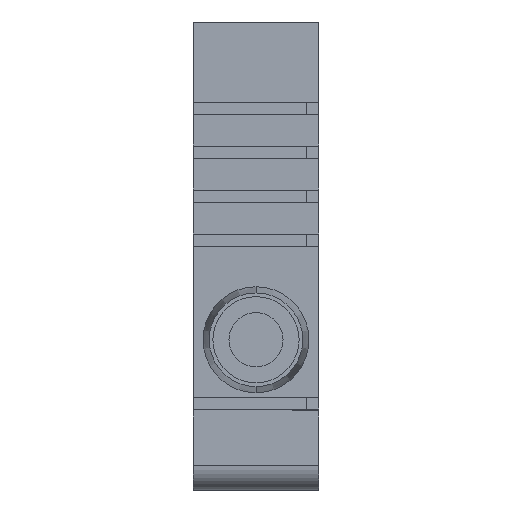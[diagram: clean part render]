
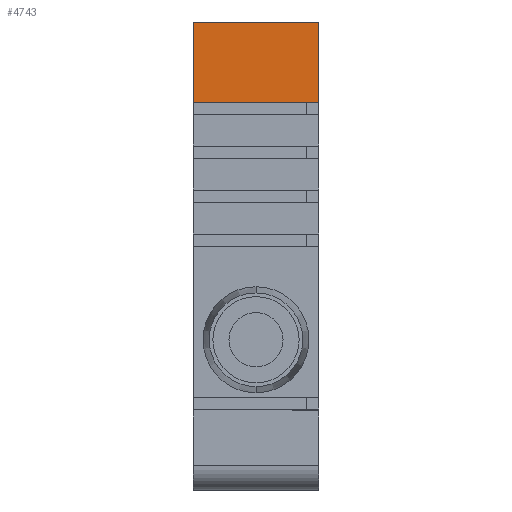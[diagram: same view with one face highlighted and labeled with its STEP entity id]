
A CAD part, front view. The second image highlights one B-rep face of the part: STEP entity #4743.
In plain terms, the highlighted planar face has unit normal (0, -1, 0).
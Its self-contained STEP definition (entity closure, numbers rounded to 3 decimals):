
#127=DIRECTION('',(0.,0.,1.));
#128=VECTOR('',#127,3.25);
#129=CARTESIAN_POINT('',(-2.55,-38.,-3.25));
#130=LINE('',#129,#128);
#309=DIRECTION('',(0.,0.,-1.));
#310=VECTOR('',#309,3.25);
#311=CARTESIAN_POINT('',(2.55,-38.,0.));
#312=LINE('',#311,#310);
#555=DIRECTION('',(-1.,0.,0.));
#556=VECTOR('',#555,5.1);
#557=CARTESIAN_POINT('',(2.55,-38.,-3.25));
#558=LINE('',#557,#556);
#575=DIRECTION('',(1.,0.,0.));
#576=VECTOR('',#575,5.1);
#577=CARTESIAN_POINT('',(-2.55,-38.,0.));
#578=LINE('',#577,#576);
#3195=CARTESIAN_POINT('',(-2.55,-38.,-3.25));
#3197=VERTEX_POINT('',#3195);
#3200=CARTESIAN_POINT('',(2.55,-38.,-3.25));
#3202=VERTEX_POINT('',#3200);
#3253=CARTESIAN_POINT('',(2.55,-38.,0.));
#3254=VERTEX_POINT('',#3253);
#3285=CARTESIAN_POINT('',(-2.55,-38.,0.));
#3286=VERTEX_POINT('',#3285);
#4731=CARTESIAN_POINT('',(-2.709,-38.,0.36));
#4732=DIRECTION('',(0.,-1.,0.));
#4733=DIRECTION('',(0.,0.,-1.));
#4734=AXIS2_PLACEMENT_3D('',#4731,#4732,#4733);
#4735=PLANE('',#4734);
#4737=ORIENTED_EDGE('',*,*,#4736,.T.);
#4738=ORIENTED_EDGE('',*,*,#4367,.T.);
#4739=ORIENTED_EDGE('',*,*,#4720,.T.);
#4740=ORIENTED_EDGE('',*,*,#4122,.T.);
#4741=EDGE_LOOP('',(#4737,#4738,#4739,#4740));
#4742=FACE_OUTER_BOUND('',#4741,.F.);
#4743=ADVANCED_FACE('',(#4742),#4735,.T.);
#4122=EDGE_CURVE('',#3197,#3286,#130,.T.);
#4367=EDGE_CURVE('',#3254,#3202,#312,.T.);
#4720=EDGE_CURVE('',#3202,#3197,#558,.T.);
#4736=EDGE_CURVE('',#3286,#3254,#578,.T.);
